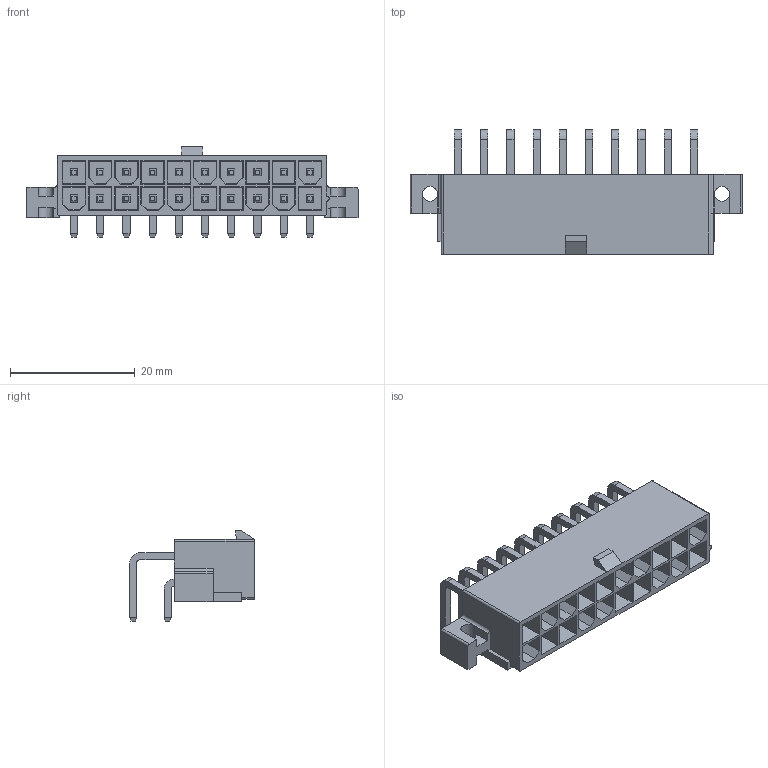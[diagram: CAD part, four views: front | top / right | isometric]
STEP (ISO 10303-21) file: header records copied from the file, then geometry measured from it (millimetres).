
FILE_DESCRIPTION( ('This file contains a STEP AP42 implementation' ,'as created by ZW3D STEP Interface translator.') ,'2;1' );
FILE_NAME( 'WF4202-2WR10WA3.stp' ,'231031.142453', (''), ('ZWCAD Software Co.'), 'Version 1.0', 'ZW3D to STEP translator', '' );
FILE_SCHEMA(('AUTOMOTIVE_DESIGN { 1 0 10303 214 1 1 1 1 }'));
Length unit declared in the file: millimetre
Products named in the file (2): 0; WF4202-2WR10WA3
Bounding box: 53.2 x 19.97 x 14.5 mm (x, y, z)
Volume: 3225.5 mm3; surface area: 7535.5 mm2
Topology: 1 solids, 1 shells, 934 faces, 2363 edges, 1520 vertices
Faces by surface type: plane 883, cylinder 51
Full cylindrical faces by diameter (mm): 2.4 x2
Entity records: 28317 total; most frequent: CARTESIAN_POINT 4818, ORIENTED_EDGE 4726, DIRECTION 4339, EDGE_CURVE 2363, VECTOR 2257, LINE 2257, VERTEX_POINT 1520, AXIS2_PLACEMENT_3D 1041
